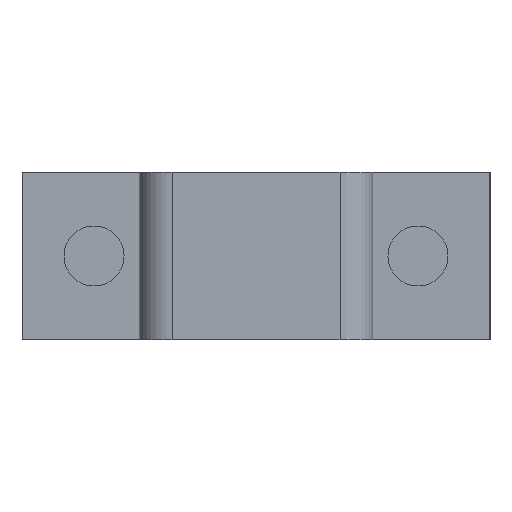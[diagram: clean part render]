
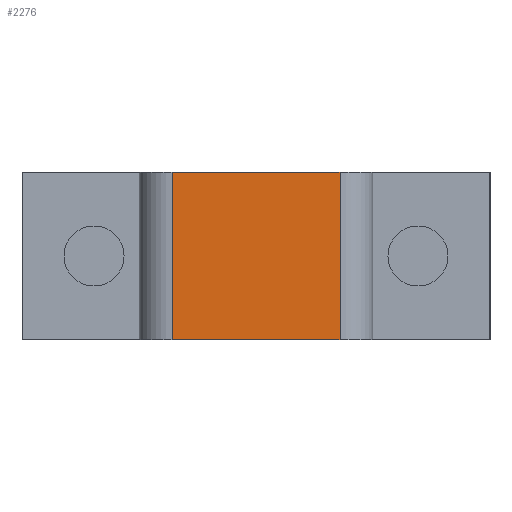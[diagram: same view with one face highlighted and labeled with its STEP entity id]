
A CAD part, front view. The second image highlights one B-rep face of the part: STEP entity #2276.
In plain terms, the highlighted planar face has unit normal (0, -1, 0).
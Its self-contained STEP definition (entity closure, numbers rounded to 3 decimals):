
#72 = ORIENTED_EDGE ( 'NONE', *, *, #227, .T. ) ;
#142 = FACE_OUTER_BOUND ( 'NONE', #2642, .T. ) ;
#227 = EDGE_CURVE ( 'NONE', #1807, #3164, #1160, .T. ) ;
#306 = EDGE_CURVE ( 'NONE', #1944, #3164, #989, .T. ) ;
#322 = EDGE_CURVE ( 'NONE', #1053, #1807, #942, .T. ) ;
#344 = EDGE_CURVE ( 'NONE', #1053, #1944, #870, .T. ) ;
#411 = CARTESIAN_POINT ( 'NONE',  ( 7., -16., 7. ) ) ;
#839 = VECTOR ( 'NONE', #2568, 1000. ) ;
#870 = LINE ( 'NONE', #2547, #839 ) ;
#874 = CARTESIAN_POINT ( 'NONE',  ( -7., -16., -7. ) ) ;
#905 = VECTOR ( 'NONE', #2448, 1000. ) ;
#937 = VECTOR ( 'NONE', #2415, 1000. ) ;
#942 = LINE ( 'NONE', #2420, #905 ) ;
#989 = LINE ( 'NONE', #2394, #937 ) ;
#1010 = CARTESIAN_POINT ( 'NONE',  ( 7., -16., -7. ) ) ;
#1035 = ORIENTED_EDGE ( 'NONE', *, *, #322, .T. ) ;
#1053 = VERTEX_POINT ( 'NONE', #2723 ) ;
#1082 = VECTOR ( 'NONE', #1974, 1000. ) ;
#1160 = LINE ( 'NONE', #2167, #1082 ) ;
#1196 = AXIS2_PLACEMENT_3D ( 'NONE', #411, #1987, #2097 ) ;
#1299 = PLANE ( 'NONE',  #1196 ) ;
#1441 = ORIENTED_EDGE ( 'NONE', *, *, #306, .F. ) ;
#1444 = ORIENTED_EDGE ( 'NONE', *, *, #344, .F. ) ;
#1597 = CARTESIAN_POINT ( 'NONE',  ( 7., -16., 7. ) ) ;
#1807 = VERTEX_POINT ( 'NONE', #874 ) ;
#1944 = VERTEX_POINT ( 'NONE', #1597 ) ;
#1974 = DIRECTION ( 'NONE',  ( 1., 0., 0. ) ) ;
#1987 = DIRECTION ( 'NONE',  ( 0., 1., 0. ) ) ;
#2097 = DIRECTION ( 'NONE',  ( 0., 0., 1. ) ) ;
#2167 = CARTESIAN_POINT ( 'NONE',  ( 7., -16., -7. ) ) ;
#2276 = ADVANCED_FACE ( 'NONE', ( #142 ), #1299, .F. ) ;
#2394 = CARTESIAN_POINT ( 'NONE',  ( 7., -16., 7. ) ) ;
#2415 = DIRECTION ( 'NONE',  ( 0., 0., -1. ) ) ;
#2420 = CARTESIAN_POINT ( 'NONE',  ( -7., -16., 7. ) ) ;
#2448 = DIRECTION ( 'NONE',  ( 0., 0., -1. ) ) ;
#2547 = CARTESIAN_POINT ( 'NONE',  ( 7., -16., 7. ) ) ;
#2568 = DIRECTION ( 'NONE',  ( 1., 0., 0. ) ) ;
#2642 = EDGE_LOOP ( 'NONE', ( #72, #1441, #1444, #1035 ) ) ;
#2723 = CARTESIAN_POINT ( 'NONE',  ( -7., -16., 7. ) ) ;
#3164 = VERTEX_POINT ( 'NONE', #1010 ) ;
